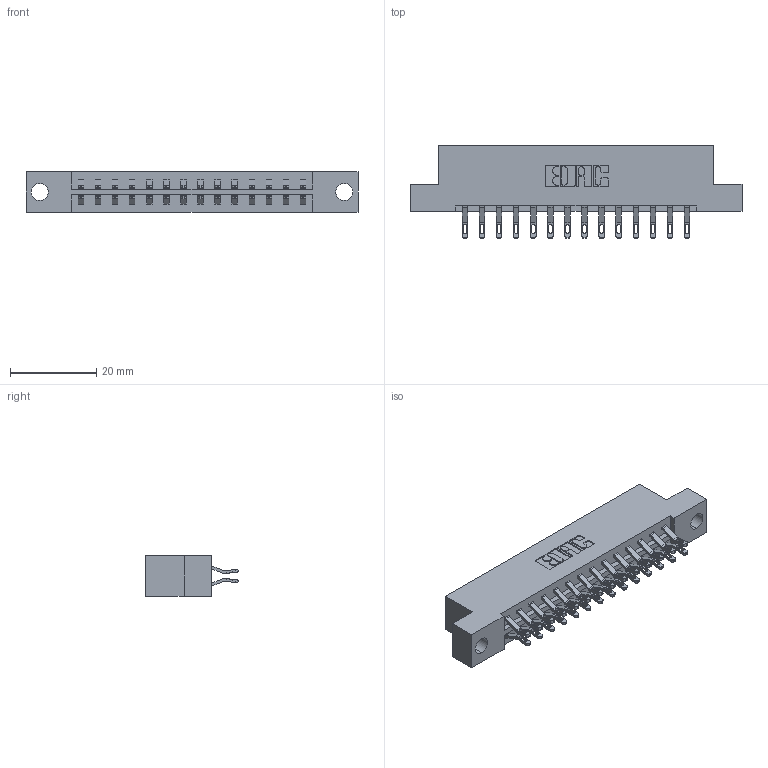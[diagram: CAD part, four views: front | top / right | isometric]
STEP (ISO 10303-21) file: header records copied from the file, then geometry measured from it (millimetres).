
FILE_DESCRIPTION (( 'STEP AP203' ), '1' );
FILE_NAME ('833-028-555-204.STEP', '2020-06-02T09:29:42', ( '' ), ( '' ), 'SwSTEP 2.0', 'SolidWorks 2020', '' );
FILE_SCHEMA (( 'CONFIG_CONTROL_DESIGN' ));
Length unit declared in the file: inch
Products named in the file (3): 833-028-555-204; 833 Part_Flush - .156 Dia - TH; 345-292-001_555 Tail
Assembly tree (29 placements, depth 2):
  833-028-555-204
    833 Part_Flush - .156 Dia - TH
    345-292-001_555 Tail  x28
Bounding box: 77.01 x 21.47 x 9.4 mm (x, y, z)
Volume: 7594.1 mm3; surface area: 8780.4 mm2
Topology: 29 solids, 29 shells, 1738 faces, 5435 edges, 3622 vertices
Faces by surface type: plane 1022, cylinder 716
Entity records: 12957 total; most frequent: CARTESIAN_POINT 2216, ORIENTED_EDGE 2122, DIRECTION 1913, EDGE_CURVE 1061, LINE 913, VECTOR 913, VERTEX_POINT 706, AXIS2_PLACEMENT_3D 500
